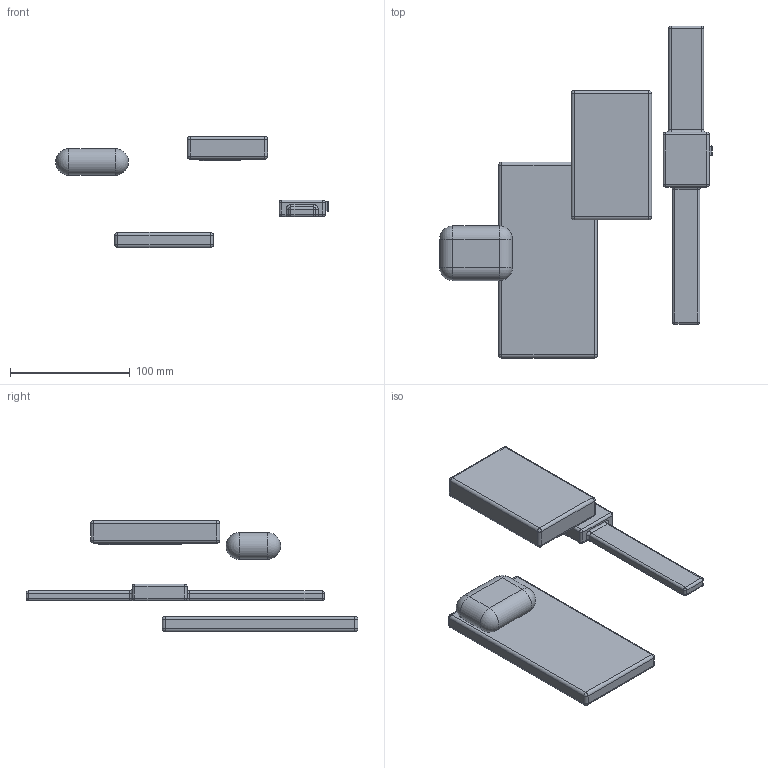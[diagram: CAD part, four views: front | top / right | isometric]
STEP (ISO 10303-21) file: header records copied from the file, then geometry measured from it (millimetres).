
FILE_DESCRIPTION(/* description */ ('STEP AP242','CAx-IF Rec.Pracs.---Representation and Presentation of Product Manufacturing Information (PMI)---4.0---2014-10-13','CAx-IF Rec.Pracs.---3D Tessellated Geometry---0.4---2014-09-14','2;1'),/* implementation_level */ '2;1');
FILE_NAME(/* name */ '66c8cafdbab8820585239e81',/* time_stamp */ '2024-08-23T17:46:38Z',/* author */ (''),/* organization */ (''),/* preprocessor_version */ 'ST-DEVELOPER v20',/* originating_system */ ' ',/* authorisation */ ' ');
FILE_SCHEMA (('AP242_MANAGED_MODEL_BASED_3D_ENGINEERING_MIM_LF { 1 0 10303 442 1 1 4 }'));
Length unit declared in the file: metre
Products named in the file (5): Assembly 1; Watch; Airpods; Phone; Phone Battery
Assembly tree (4 placements, depth 2):
  Assembly 1
    Watch
    Airpods
    Phone
    Phone Battery
Bounding box: 228.05 x 277.53 x 92.99 mm (x, y, z)
Volume: 427857 mm3; surface area: 79005.5 mm2
Topology: 4 solids, 4 shells, 187 faces, 422 edges, 199 vertices
Faces by surface type: cylinder 87, sphere 44, plane 38, torus 16, bspline 2
Entity records: 4867 total; most frequent: DIRECTION 940, CARTESIAN_POINT 810, ORIENTED_EDGE 748, AXIS2_PLACEMENT_3D 382, EDGE_CURVE 374, VERTEX_POINT 196, CIRCLE 192, EDGE_LOOP 188
